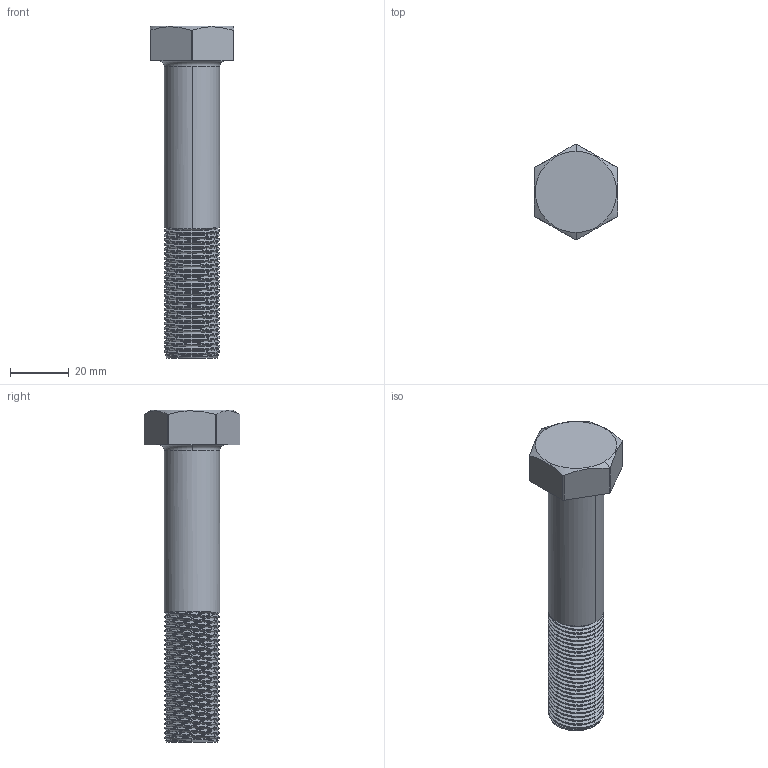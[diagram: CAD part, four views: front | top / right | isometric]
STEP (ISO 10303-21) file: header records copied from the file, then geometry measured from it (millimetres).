
FILE_DESCRIPTION (( 'STEP AP203' ), '1' );
FILE_NAME ('91247A483.step', '2005-03-28T16:22:38', ( ' ' ), ( ' ' ), 'SwSTEP 2.0', 'SolidWorks 2003314', '' );
FILE_SCHEMA (( 'CONFIG_CONTROL_DESIGN' ));
Length unit declared in the file: inch
Products named in the file (1): 91247A483
Bounding box: 28.57 x 32.74 x 113.51 mm (x, y, z)
Volume: 36314.3 mm3; surface area: 9829.2 mm2
Topology: 1 solids, 1 shells, 250 faces, 523 edges, 277 vertices
Faces by surface type: cone 119, cylinder 118, plane 11, torus 2
Entity records: 11399 total; most frequent: CARTESIAN_POINT 6274, ORIENTED_EDGE 1046, DIRECTION 1036, EDGE_CURVE 523, AXIS2_PLACEMENT_3D 397, VERTEX_POINT 277, EDGE_LOOP 252, ADVANCED_FACE 250
